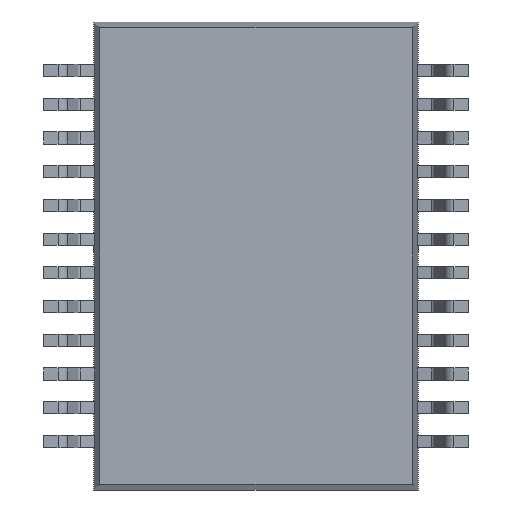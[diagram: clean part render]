
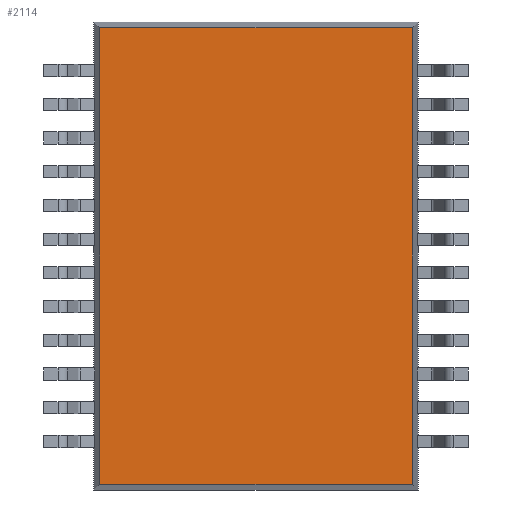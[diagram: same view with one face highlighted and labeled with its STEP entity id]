
A CAD part, front view. The second image highlights one B-rep face of the part: STEP entity #2114.
In plain terms, the highlighted planar face has unit normal (0, -1, 0).
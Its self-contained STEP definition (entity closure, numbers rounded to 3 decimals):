
#124 = LINE ( 'NONE', #8413, #2531 ) ;
#180 = DIRECTION ( 'NONE',  ( 1., 0., 0. ) ) ;
#749 = DIRECTION ( 'NONE',  ( 0., 0., -1. ) ) ;
#991 = ORIENTED_EDGE ( 'NONE', *, *, #9397, .T. ) ;
#1163 = DIRECTION ( 'NONE',  ( 0., 0., 1. ) ) ;
#1260 = CARTESIAN_POINT ( 'NONE',  ( 5.889, 0.3, 8.81 ) ) ;
#1416 = DIRECTION ( 'NONE',  ( -1., 0., 0. ) ) ;
#1511 = EDGE_CURVE ( 'NONE', #2496, #8507, #4070, .T. ) ;
#2023 = ORIENTED_EDGE ( 'NONE', *, *, #4562, .T. ) ;
#2114 = ADVANCED_FACE ( 'NONE', ( #6398 ), #2889, .F. ) ;
#2496 = VERTEX_POINT ( 'NONE', #8662 ) ;
#2531 = VECTOR ( 'NONE', #180, 1000. ) ;
#2613 = CARTESIAN_POINT ( 'NONE',  ( 5.889, 0.3, -8.599 ) ) ;
#2889 = PLANE ( 'NONE',  #4167 ) ;
#3010 = VECTOR ( 'NONE', #1416, 1000. ) ;
#3615 = VERTEX_POINT ( 'NONE', #2613 ) ;
#4070 = LINE ( 'NONE', #9234, #4839 ) ;
#4167 = AXIS2_PLACEMENT_3D ( 'NONE', #8791, #7122, #1163 ) ;
#4562 = EDGE_CURVE ( 'NONE', #8507, #3615, #124, .T. ) ;
#4694 = DIRECTION ( 'NONE',  ( 0., 0., 1. ) ) ;
#4839 = VECTOR ( 'NONE', #749, 1000. ) ;
#6398 = FACE_OUTER_BOUND ( 'NONE', #8996, .T. ) ;
#6768 = CARTESIAN_POINT ( 'NONE',  ( 5.889, 0.3, 8.599 ) ) ;
#7122 = DIRECTION ( 'NONE',  ( 0., 1., 0. ) ) ;
#7641 = VERTEX_POINT ( 'NONE', #6768 ) ;
#8178 = CARTESIAN_POINT ( 'NONE',  ( -6.1, 0.3, 8.599 ) ) ;
#8413 = CARTESIAN_POINT ( 'NONE',  ( 6.1, 0.3, -8.599 ) ) ;
#8507 = VERTEX_POINT ( 'NONE', #10398 ) ;
#8662 = CARTESIAN_POINT ( 'NONE',  ( -5.889, 0.3, 8.599 ) ) ;
#8791 = CARTESIAN_POINT ( 'NONE',  ( 0., 0.3, 0. ) ) ;
#8943 = VECTOR ( 'NONE', #4694, 1000. ) ;
#8996 = EDGE_LOOP ( 'NONE', ( #9910, #2023, #991, #9224 ) ) ;
#9151 = EDGE_CURVE ( 'NONE', #7641, #2496, #10128, .T. ) ;
#9224 = ORIENTED_EDGE ( 'NONE', *, *, #9151, .T. ) ;
#9234 = CARTESIAN_POINT ( 'NONE',  ( -5.889, 0.3, -8.81 ) ) ;
#9397 = EDGE_CURVE ( 'NONE', #3615, #7641, #9584, .T. ) ;
#9584 = LINE ( 'NONE', #1260, #8943 ) ;
#9910 = ORIENTED_EDGE ( 'NONE', *, *, #1511, .T. ) ;
#10128 = LINE ( 'NONE', #8178, #3010 ) ;
#10398 = CARTESIAN_POINT ( 'NONE',  ( -5.889, 0.3, -8.599 ) ) ;
